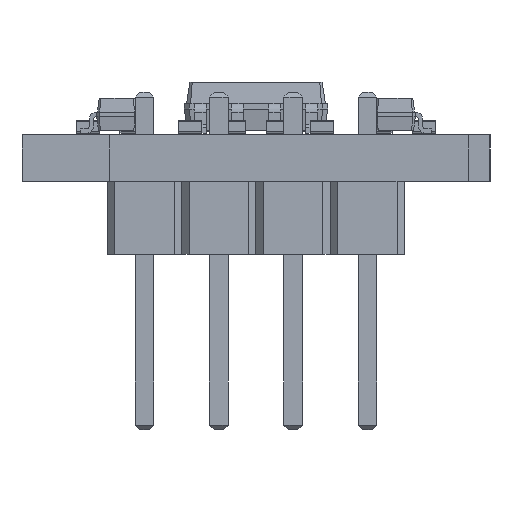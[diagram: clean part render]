
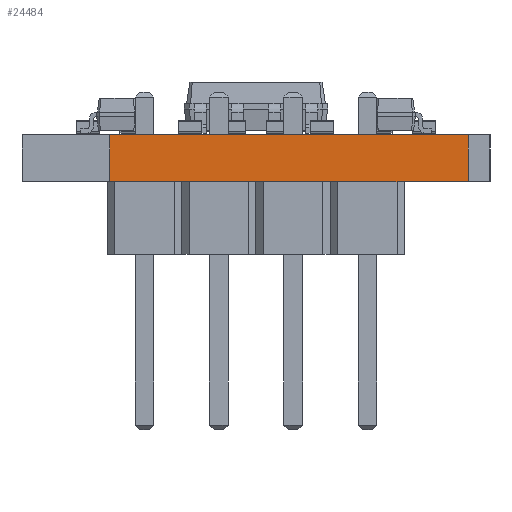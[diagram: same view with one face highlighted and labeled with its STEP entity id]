
A CAD part, left-side view. The second image highlights one B-rep face of the part: STEP entity #24484.
In plain terms, the highlighted planar face has unit normal (-1, 0, 0).
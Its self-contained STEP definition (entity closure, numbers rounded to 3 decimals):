
#24303 = PLANE('',#24304);
#24304 = AXIS2_PLACEMENT_3D('',#24305,#24306,#24307);
#24305 = CARTESIAN_POINT('',(-14.25,8.,0.));
#24306 = DIRECTION('',(1.,0.,0.));
#24307 = DIRECTION('',(0.,-1.,0.));
#24328 = VERTEX_POINT('',#24329);
#24329 = CARTESIAN_POINT('',(-14.25,5.,1.6));
#24343 = PLANE('',#24344);
#24344 = AXIS2_PLACEMENT_3D('',#24345,#24346,#24347);
#24345 = CARTESIAN_POINT('',(0.,0.,1.6));
#24346 = DIRECTION('',(0.,0.,1.));
#24347 = DIRECTION('',(1.,0.,0.));
#24355 = EDGE_CURVE('',#24356,#24328,#24358,.T.);
#24356 = VERTEX_POINT('',#24357);
#24357 = CARTESIAN_POINT('',(-14.25,5.,0.));
#24358 = SURFACE_CURVE('',#24359,(#24363,#24370),.PCURVE_S1.);
#24359 = LINE('',#24360,#24361);
#24360 = CARTESIAN_POINT('',(-14.25,5.,0.));
#24361 = VECTOR('',#24362,1.);
#24362 = DIRECTION('',(0.,0.,1.));
#24363 = PCURVE('',#24303,#24364);
#24364 = DEFINITIONAL_REPRESENTATION('',(#24365),#24369);
#24365 = LINE('',#24366,#24367);
#24366 = CARTESIAN_POINT('',(3.,0.));
#24367 = VECTOR('',#24368,1.);
#24368 = DIRECTION('',(0.,-1.));
#24369 = ( GEOMETRIC_REPRESENTATION_CONTEXT(2) 
PARAMETRIC_REPRESENTATION_CONTEXT() REPRESENTATION_CONTEXT('2D SPACE',''
  ) );
#24370 = PCURVE('',#24371,#24376);
#24371 = PLANE('',#24372);
#24372 = AXIS2_PLACEMENT_3D('',#24373,#24374,#24375);
#24373 = CARTESIAN_POINT('',(-14.25,5.,0.));
#24374 = DIRECTION('',(1.,0.,0.));
#24375 = DIRECTION('',(0.,-1.,0.));
#24376 = DEFINITIONAL_REPRESENTATION('',(#24377),#24381);
#24377 = LINE('',#24378,#24379);
#24378 = CARTESIAN_POINT('',(0.,0.));
#24379 = VECTOR('',#24380,1.);
#24380 = DIRECTION('',(0.,-1.));
#24381 = ( GEOMETRIC_REPRESENTATION_CONTEXT(2) 
PARAMETRIC_REPRESENTATION_CONTEXT() REPRESENTATION_CONTEXT('2D SPACE',''
  ) );
#24397 = PLANE('',#24398);
#24398 = AXIS2_PLACEMENT_3D('',#24399,#24400,#24401);
#24399 = CARTESIAN_POINT('',(0.,0.,0.));
#24400 = DIRECTION('',(0.,0.,1.));
#24401 = DIRECTION('',(1.,0.,0.));
#24484 = ADVANCED_FACE('',(#24485),#24371,.F.);
#24485 = FACE_BOUND('',#24486,.F.);
#24486 = EDGE_LOOP('',(#24487,#24488,#24511,#24539));
#24487 = ORIENTED_EDGE('',*,*,#24355,.T.);
#24488 = ORIENTED_EDGE('',*,*,#24489,.T.);
#24489 = EDGE_CURVE('',#24328,#24490,#24492,.T.);
#24490 = VERTEX_POINT('',#24491);
#24491 = CARTESIAN_POINT('',(-14.25,-7.25,1.6));
#24492 = SURFACE_CURVE('',#24493,(#24497,#24504),.PCURVE_S1.);
#24493 = LINE('',#24494,#24495);
#24494 = CARTESIAN_POINT('',(-14.25,5.,1.6));
#24495 = VECTOR('',#24496,1.);
#24496 = DIRECTION('',(0.,-1.,0.));
#24497 = PCURVE('',#24371,#24498);
#24498 = DEFINITIONAL_REPRESENTATION('',(#24499),#24503);
#24499 = LINE('',#24500,#24501);
#24500 = CARTESIAN_POINT('',(0.,-1.6));
#24501 = VECTOR('',#24502,1.);
#24502 = DIRECTION('',(1.,0.));
#24503 = ( GEOMETRIC_REPRESENTATION_CONTEXT(2) 
PARAMETRIC_REPRESENTATION_CONTEXT() REPRESENTATION_CONTEXT('2D SPACE',''
  ) );
#24504 = PCURVE('',#24343,#24505);
#24505 = DEFINITIONAL_REPRESENTATION('',(#24506),#24510);
#24506 = LINE('',#24507,#24508);
#24507 = CARTESIAN_POINT('',(-14.25,5.));
#24508 = VECTOR('',#24509,1.);
#24509 = DIRECTION('',(0.,-1.));
#24510 = ( GEOMETRIC_REPRESENTATION_CONTEXT(2) 
PARAMETRIC_REPRESENTATION_CONTEXT() REPRESENTATION_CONTEXT('2D SPACE',''
  ) );
#24511 = ORIENTED_EDGE('',*,*,#24512,.F.);
#24512 = EDGE_CURVE('',#24513,#24490,#24515,.T.);
#24513 = VERTEX_POINT('',#24514);
#24514 = CARTESIAN_POINT('',(-14.25,-7.25,0.));
#24515 = SURFACE_CURVE('',#24516,(#24520,#24527),.PCURVE_S1.);
#24516 = LINE('',#24517,#24518);
#24517 = CARTESIAN_POINT('',(-14.25,-7.25,0.));
#24518 = VECTOR('',#24519,1.);
#24519 = DIRECTION('',(0.,0.,1.));
#24520 = PCURVE('',#24371,#24521);
#24521 = DEFINITIONAL_REPRESENTATION('',(#24522),#24526);
#24522 = LINE('',#24523,#24524);
#24523 = CARTESIAN_POINT('',(12.25,0.));
#24524 = VECTOR('',#24525,1.);
#24525 = DIRECTION('',(0.,-1.));
#24526 = ( GEOMETRIC_REPRESENTATION_CONTEXT(2) 
PARAMETRIC_REPRESENTATION_CONTEXT() REPRESENTATION_CONTEXT('2D SPACE',''
  ) );
#24527 = PCURVE('',#24528,#24533);
#24528 = PLANE('',#24529);
#24529 = AXIS2_PLACEMENT_3D('',#24530,#24531,#24532);
#24530 = CARTESIAN_POINT('',(-14.25,-7.25,0.));
#24531 = DIRECTION('',(1.,0.,0.));
#24532 = DIRECTION('',(0.,-1.,0.));
#24533 = DEFINITIONAL_REPRESENTATION('',(#24534),#24538);
#24534 = LINE('',#24535,#24536);
#24535 = CARTESIAN_POINT('',(0.,0.));
#24536 = VECTOR('',#24537,1.);
#24537 = DIRECTION('',(0.,-1.));
#24538 = ( GEOMETRIC_REPRESENTATION_CONTEXT(2) 
PARAMETRIC_REPRESENTATION_CONTEXT() REPRESENTATION_CONTEXT('2D SPACE',''
  ) );
#24539 = ORIENTED_EDGE('',*,*,#24540,.F.);
#24540 = EDGE_CURVE('',#24356,#24513,#24541,.T.);
#24541 = SURFACE_CURVE('',#24542,(#24546,#24553),.PCURVE_S1.);
#24542 = LINE('',#24543,#24544);
#24543 = CARTESIAN_POINT('',(-14.25,5.,0.));
#24544 = VECTOR('',#24545,1.);
#24545 = DIRECTION('',(0.,-1.,0.));
#24546 = PCURVE('',#24371,#24547);
#24547 = DEFINITIONAL_REPRESENTATION('',(#24548),#24552);
#24548 = LINE('',#24549,#24550);
#24549 = CARTESIAN_POINT('',(0.,0.));
#24550 = VECTOR('',#24551,1.);
#24551 = DIRECTION('',(1.,0.));
#24552 = ( GEOMETRIC_REPRESENTATION_CONTEXT(2) 
PARAMETRIC_REPRESENTATION_CONTEXT() REPRESENTATION_CONTEXT('2D SPACE',''
  ) );
#24553 = PCURVE('',#24397,#24554);
#24554 = DEFINITIONAL_REPRESENTATION('',(#24555),#24559);
#24555 = LINE('',#24556,#24557);
#24556 = CARTESIAN_POINT('',(-14.25,5.));
#24557 = VECTOR('',#24558,1.);
#24558 = DIRECTION('',(0.,-1.));
#24559 = ( GEOMETRIC_REPRESENTATION_CONTEXT(2) 
PARAMETRIC_REPRESENTATION_CONTEXT() REPRESENTATION_CONTEXT('2D SPACE',''
  ) );
